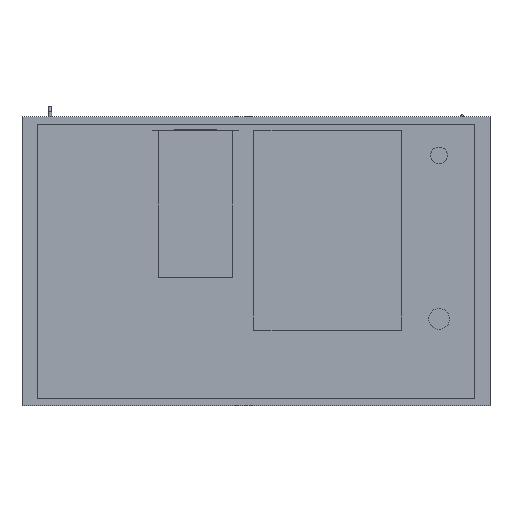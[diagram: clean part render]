
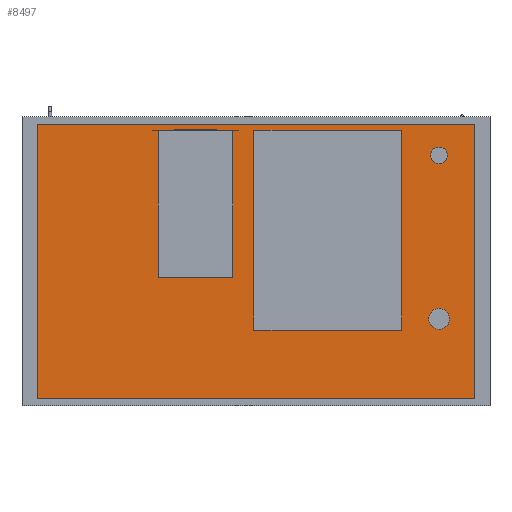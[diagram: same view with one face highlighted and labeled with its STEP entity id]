
A CAD part, front view. The second image highlights one B-rep face of the part: STEP entity #8497.
In plain terms, the highlighted planar face has unit normal (0, -1, 0).
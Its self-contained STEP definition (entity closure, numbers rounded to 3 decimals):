
#68=FACE_BOUND('',#869,.T.);
#69=FACE_BOUND('',#870,.T.);
#86=CIRCLE('',#9071,20.);
#88=CIRCLE('',#9075,25.);
#353=FACE_OUTER_BOUND('',#868,.T.);
#868=EDGE_LOOP('',(#5663,#5664,#5665,#5666));
#869=EDGE_LOOP('',(#5667));
#870=EDGE_LOOP('',(#5668));
#1407=LINE('',#12174,#2493);
#1410=LINE('',#12180,#2496);
#1413=LINE('',#12186,#2499);
#1416=LINE('',#12190,#2502);
#2493=VECTOR('',#9783,10.);
#2496=VECTOR('',#9788,10.);
#2499=VECTOR('',#9793,10.);
#2502=VECTOR('',#9798,10.);
#3560=VERTEX_POINT('',#12131);
#3562=VERTEX_POINT('',#12138);
#3573=VERTEX_POINT('',#12171);
#3574=VERTEX_POINT('',#12173);
#3576=VERTEX_POINT('',#12179);
#3578=VERTEX_POINT('',#12185);
#4377=EDGE_CURVE('',#3560,#3560,#86,.T.);
#4380=EDGE_CURVE('',#3562,#3562,#88,.T.);
#4395=EDGE_CURVE('',#3574,#3573,#1407,.T.);
#4398=EDGE_CURVE('',#3576,#3574,#1410,.T.);
#4401=EDGE_CURVE('',#3578,#3576,#1413,.T.);
#4404=EDGE_CURVE('',#3573,#3578,#1416,.T.);
#5663=ORIENTED_EDGE('',*,*,#4404,.T.);
#5664=ORIENTED_EDGE('',*,*,#4401,.T.);
#5665=ORIENTED_EDGE('',*,*,#4398,.T.);
#5666=ORIENTED_EDGE('',*,*,#4395,.T.);
#5667=ORIENTED_EDGE('',*,*,#4377,.T.);
#5668=ORIENTED_EDGE('',*,*,#4380,.T.);
#8047=PLANE('',#9087);
#8497=ADVANCED_FACE('',(#353,#68,#69),#8047,.T.);
#9071=AXIS2_PLACEMENT_3D('',#12133,#9744,#9745);
#9075=AXIS2_PLACEMENT_3D('',#12140,#9753,#9754);
#9087=AXIS2_PLACEMENT_3D('',#12192,#9801,#9802);
#9744=DIRECTION('center_axis',(0.,1.,0.));
#9745=DIRECTION('ref_axis',(1.,0.,0.));
#9753=DIRECTION('center_axis',(0.,1.,0.));
#9754=DIRECTION('ref_axis',(1.,0.,0.));
#9783=DIRECTION('',(-1.,0.,0.));
#9788=DIRECTION('',(0.,0.,1.));
#9793=DIRECTION('',(1.,0.,0.));
#9798=DIRECTION('',(0.,0.,-1.));
#9801=DIRECTION('center_axis',(0.,-1.,0.));
#9802=DIRECTION('ref_axis',(0.,0.,-1.));
#12131=CARTESIAN_POINT('',(420.,-370.,255.));
#12133=CARTESIAN_POINT('Origin',(440.,-370.,255.));
#12138=CARTESIAN_POINT('',(415.,-370.,-138.));
#12140=CARTESIAN_POINT('Origin',(440.,-370.,-138.));
#12171=CARTESIAN_POINT('',(-525.,-370.,330.));
#12173=CARTESIAN_POINT('',(525.,-370.,330.));
#12174=CARTESIAN_POINT('',(-525.,-370.,330.));
#12179=CARTESIAN_POINT('',(525.,-370.,-330.));
#12180=CARTESIAN_POINT('',(525.,-370.,330.));
#12185=CARTESIAN_POINT('',(-525.,-370.,-330.));
#12186=CARTESIAN_POINT('',(525.,-370.,-330.));
#12190=CARTESIAN_POINT('',(-525.,-370.,-330.));
#12192=CARTESIAN_POINT('Origin',(0.,-370.,0.));
